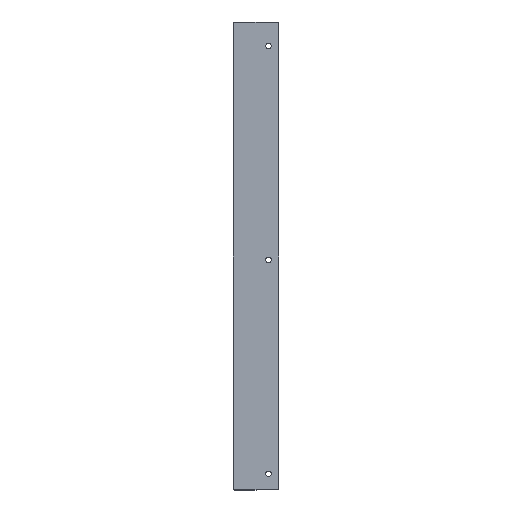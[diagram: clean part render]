
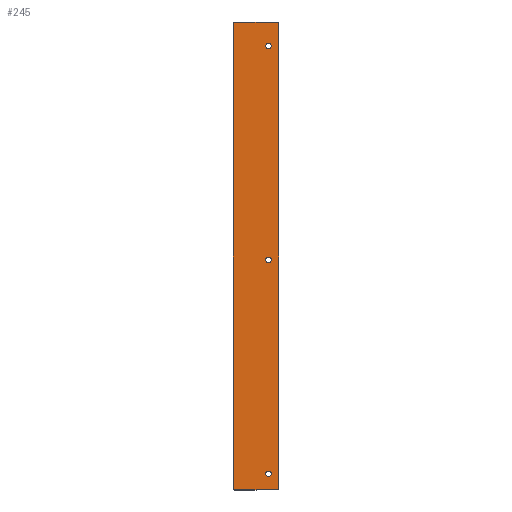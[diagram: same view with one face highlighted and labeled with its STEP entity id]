
A CAD part, front view. The second image highlights one B-rep face of the part: STEP entity #245.
In plain terms, the highlighted planar face has unit normal (0, -1, 0).
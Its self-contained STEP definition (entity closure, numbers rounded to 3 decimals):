
#18=FACE_BOUND('',#50,.T.);
#19=FACE_BOUND('',#51,.T.);
#20=FACE_BOUND('',#52,.T.);
#23=PLANE('',#283);
#33=FACE_OUTER_BOUND('',#49,.T.);
#49=EDGE_LOOP('',(#197,#198,#199,#200,#201,#202,#203,#204));
#50=EDGE_LOOP('',(#205));
#51=EDGE_LOOP('',(#206));
#52=EDGE_LOOP('',(#207));
#68=LINE('',#412,#87);
#70=LINE('',#416,#89);
#71=LINE('',#420,#90);
#72=LINE('',#424,#91);
#87=VECTOR('',#338,10.);
#89=VECTOR('',#342,10.);
#90=VECTOR('',#345,10.);
#91=VECTOR('',#348,10.);
#97=CIRCLE('',#267,3.5);
#105=CIRCLE('',#277,3.5);
#106=CIRCLE('',#279,3.5);
#107=CIRCLE('',#281,2.);
#108=CIRCLE('',#284,2.);
#109=CIRCLE('',#285,2.);
#110=CIRCLE('',#286,2.);
#111=VERTEX_POINT('',#370);
#123=VERTEX_POINT('',#397);
#124=VERTEX_POINT('',#401);
#125=VERTEX_POINT('',#405);
#126=VERTEX_POINT('',#406);
#127=VERTEX_POINT('',#411);
#128=VERTEX_POINT('',#415);
#129=VERTEX_POINT('',#417);
#130=VERTEX_POINT('',#419);
#131=VERTEX_POINT('',#421);
#132=VERTEX_POINT('',#423);
#133=EDGE_CURVE('',#111,#111,#97,.T.);
#147=EDGE_CURVE('',#123,#123,#105,.T.);
#149=EDGE_CURVE('',#124,#124,#106,.T.);
#150=EDGE_CURVE('',#125,#126,#107,.T.);
#153=EDGE_CURVE('',#127,#126,#68,.F.);
#155=EDGE_CURVE('',#125,#128,#70,.T.);
#156=EDGE_CURVE('',#129,#128,#108,.T.);
#157=EDGE_CURVE('',#130,#129,#71,.T.);
#158=EDGE_CURVE('',#131,#130,#109,.T.);
#159=EDGE_CURVE('',#131,#132,#72,.T.);
#160=EDGE_CURVE('',#127,#132,#110,.T.);
#197=ORIENTED_EDGE('',*,*,#150,.F.);
#198=ORIENTED_EDGE('',*,*,#155,.T.);
#199=ORIENTED_EDGE('',*,*,#156,.F.);
#200=ORIENTED_EDGE('',*,*,#157,.F.);
#201=ORIENTED_EDGE('',*,*,#158,.F.);
#202=ORIENTED_EDGE('',*,*,#159,.T.);
#203=ORIENTED_EDGE('',*,*,#160,.F.);
#204=ORIENTED_EDGE('',*,*,#153,.T.);
#205=ORIENTED_EDGE('',*,*,#133,.T.);
#206=ORIENTED_EDGE('',*,*,#147,.T.);
#207=ORIENTED_EDGE('',*,*,#149,.T.);
#245=ADVANCED_FACE('',(#33,#18,#19,#20),#23,.T.);
#267=AXIS2_PLACEMENT_3D('',#371,#297,#298);
#277=AXIS2_PLACEMENT_3D('',#399,#323,#324);
#279=AXIS2_PLACEMENT_3D('',#403,#328,#329);
#281=AXIS2_PLACEMENT_3D('',#407,#332,#333);
#283=AXIS2_PLACEMENT_3D('',#414,#340,#341);
#284=AXIS2_PLACEMENT_3D('',#418,#343,#344);
#285=AXIS2_PLACEMENT_3D('',#422,#346,#347);
#286=AXIS2_PLACEMENT_3D('',#425,#349,#350);
#297=DIRECTION('center_axis',(0.,1.,0.));
#298=DIRECTION('ref_axis',(1.,0.,0.));
#323=DIRECTION('center_axis',(0.,1.,0.));
#324=DIRECTION('ref_axis',(1.,0.,0.));
#328=DIRECTION('center_axis',(0.,1.,0.));
#329=DIRECTION('ref_axis',(1.,0.,0.));
#332=DIRECTION('center_axis',(0.,1.,0.));
#333=DIRECTION('ref_axis',(-0.707,0.,-0.707));
#338=DIRECTION('',(0.,0.,1.));
#340=DIRECTION('center_axis',(0.,-1.,0.));
#341=DIRECTION('ref_axis',(1.,0.,0.));
#342=DIRECTION('',(1.,0.,0.));
#343=DIRECTION('center_axis',(0.,1.,0.));
#344=DIRECTION('ref_axis',(0.707,0.,-0.707));
#345=DIRECTION('',(0.,0.,-1.));
#346=DIRECTION('center_axis',(0.,1.,0.));
#347=DIRECTION('ref_axis',(0.707,0.,0.707));
#348=DIRECTION('',(-1.,0.,0.));
#349=DIRECTION('center_axis',(0.,1.,0.));
#350=DIRECTION('ref_axis',(-0.707,0.,0.707));
#370=CARTESIAN_POINT('',(12.5,-1.,292.504));
#371=CARTESIAN_POINT('Origin',(16.,-1.,292.504));
#397=CARTESIAN_POINT('',(12.5,-1.,564.5));
#399=CARTESIAN_POINT('Origin',(16.,-1.,564.5));
#401=CARTESIAN_POINT('',(12.5,-1.,20.5));
#403=CARTESIAN_POINT('Origin',(16.,-1.,20.5));
#405=CARTESIAN_POINT('',(-27.,-1.,0.));
#406=CARTESIAN_POINT('',(-29.,-1.,2.));
#407=CARTESIAN_POINT('Origin',(-27.,-1.,2.));
#411=CARTESIAN_POINT('',(-29.,-1.,593.));
#412=CARTESIAN_POINT('',(-29.,-1.,148.5));
#414=CARTESIAN_POINT('Origin',(3.,-1.,305.));
#415=CARTESIAN_POINT('',(27.,-1.,0.));
#416=CARTESIAN_POINT('',(18.,-1.,0.));
#417=CARTESIAN_POINT('',(29.,-1.,2.));
#418=CARTESIAN_POINT('Origin',(27.,-1.,2.));
#419=CARTESIAN_POINT('',(29.,-1.,593.));
#420=CARTESIAN_POINT('',(29.,-1.,-8.));
#421=CARTESIAN_POINT('',(27.,-1.,595.));
#422=CARTESIAN_POINT('Origin',(27.,-1.,593.));
#423=CARTESIAN_POINT('',(-27.,-1.,595.));
#424=CARTESIAN_POINT('',(-12.,-1.,595.));
#425=CARTESIAN_POINT('Origin',(-27.,-1.,593.));
